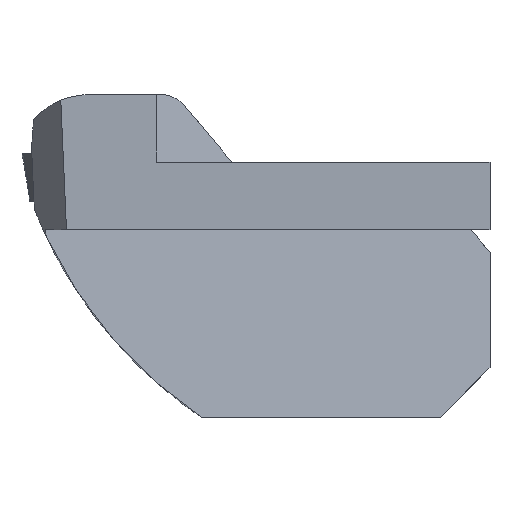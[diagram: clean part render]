
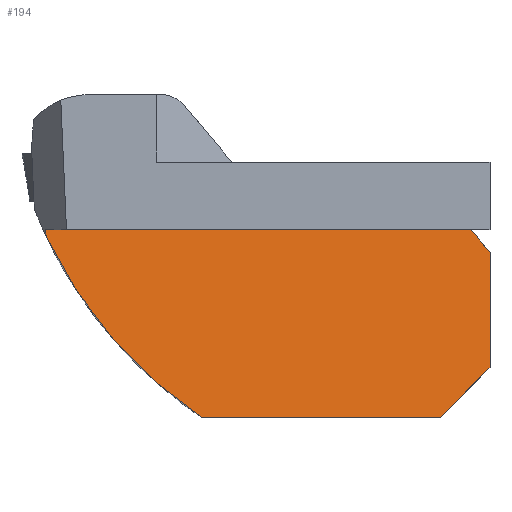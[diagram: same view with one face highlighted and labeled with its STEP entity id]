
A CAD part, top view. The second image highlights one B-rep face of the part: STEP entity #194.
In plain terms, the highlighted planar face has unit normal (0, 0.139, 0.99).
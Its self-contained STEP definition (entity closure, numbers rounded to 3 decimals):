
#143=PLANE('',#1360);
#194=ADVANCED_FACE('',(#269),#143,.F.);
#269=FACE_OUTER_BOUND('',#325,.T.);
#325=EDGE_LOOP('',(#727,#728,#729,#730,#731,#732,#733));
#431=LINE('',#1901,#533);
#438=LINE('',#1959,#540);
#439=LINE('',#1962,#541);
#440=LINE('',#1964,#542);
#441=LINE('',#1966,#543);
#442=LINE('',#1967,#544);
#533=VECTOR('',#1532,1.);
#540=VECTOR('',#1551,1.);
#541=VECTOR('',#1552,1.);
#542=VECTOR('',#1553,1.);
#543=VECTOR('',#1554,1.);
#544=VECTOR('',#1555,1.);
#626=ELLIPSE('',#1337,29.911,29.62);
#727=ORIENTED_EDGE('',*,*,#1156,.F.);
#728=ORIENTED_EDGE('',*,*,#1157,.T.);
#729=ORIENTED_EDGE('',*,*,#1158,.T.);
#730=ORIENTED_EDGE('',*,*,#1159,.F.);
#731=ORIENTED_EDGE('',*,*,#1102,.T.);
#732=ORIENTED_EDGE('',*,*,#1138,.T.);
#733=ORIENTED_EDGE('',*,*,#1160,.F.);
#986=VERTEX_POINT('',#1826);
#987=VERTEX_POINT('',#1827);
#1016=VERTEX_POINT('',#1900);
#1030=VERTEX_POINT('',#1960);
#1031=VERTEX_POINT('',#1961);
#1032=VERTEX_POINT('',#1963);
#1033=VERTEX_POINT('',#1965);
#1102=EDGE_CURVE('',#986,#987,#626,.T.);
#1138=EDGE_CURVE('',#987,#1016,#431,.T.);
#1156=EDGE_CURVE('',#1030,#1031,#438,.T.);
#1157=EDGE_CURVE('',#1030,#1032,#439,.T.);
#1158=EDGE_CURVE('',#1032,#1033,#440,.T.);
#1159=EDGE_CURVE('',#986,#1033,#441,.T.);
#1160=EDGE_CURVE('',#1031,#1016,#442,.T.);
#1337=AXIS2_PLACEMENT_3D('',#1825,#1474,#1475);
#1360=AXIS2_PLACEMENT_3D('',#1968,#1556,#1557);
#1474=DIRECTION('',(0.,0.139,0.99));
#1475=DIRECTION('',(0.,0.99,-0.139));
#1532=DIRECTION('',(1.,0.,0.));
#1551=DIRECTION('',(0.,-0.99,0.139));
#1552=DIRECTION('',(-0.639,0.762,-0.107));
#1553=DIRECTION('',(-1.,0.,0.));
#1554=DIRECTION('',(-0.076,0.987,-0.139));
#1555=DIRECTION('',(-0.704,-0.704,0.099));
#1556=DIRECTION('',(0.,-0.139,-0.99));
#1557=DIRECTION('',(0.,0.99,-0.139));
#1825=CARTESIAN_POINT('',(6.449,7.62,-1.703));
#1826=CARTESIAN_POINT('',(-20.382,-4.925,0.06));
#1827=CARTESIAN_POINT('',(-10.019,-17.,1.757));
#1900=CARTESIAN_POINT('',(5.9,-17.,1.757));
#1901=CARTESIAN_POINT('',(-5.607,-17.,1.757));
#1959=CARTESIAN_POINT('',(9.2,-4.5,0.));
#1960=CARTESIAN_POINT('',(9.2,-6.,0.211));
#1961=CARTESIAN_POINT('',(9.2,-13.7,1.293));
#1962=CARTESIAN_POINT('',(2.407,2.095,-0.927));
#1963=CARTESIAN_POINT('',(7.941,-4.5,0.));
#1964=CARTESIAN_POINT('',(-26.4,-4.5,0.));
#1965=CARTESIAN_POINT('',(-20.415,-4.5,0.));
#1966=CARTESIAN_POINT('',(-20.33,-5.604,0.155));
#1967=CARTESIAN_POINT('',(6.514,-16.386,1.671));
#1968=CARTESIAN_POINT('',(-5.607,-4.5,0.));
